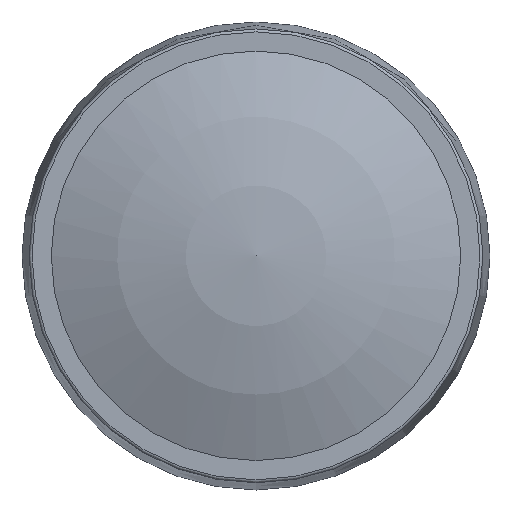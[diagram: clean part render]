
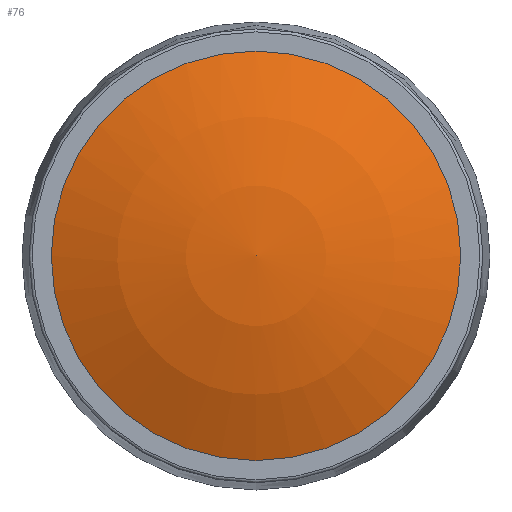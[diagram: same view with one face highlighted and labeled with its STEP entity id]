
A CAD part, top view. The second image highlights one B-rep face of the part: STEP entity #76.
In plain terms, the highlighted spherical face has radius 34.167 mm.
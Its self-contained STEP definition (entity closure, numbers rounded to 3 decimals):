
#76 = ADVANCED_FACE( '', ( #162 ), #163, .T. );
#162 = FACE_OUTER_BOUND( '', #240, .T. );
#163 = SPHERICAL_SURFACE( '', #241, 34.167 );
#240 = EDGE_LOOP( '', ( #346 ) );
#241 = AXIS2_PLACEMENT_3D( '', #347, #348, #349 );
#346 = ORIENTED_EDGE( '', *, *, #373, .T. );
#347 = CARTESIAN_POINT( '', ( 0., 0., -16.167 ) );
#348 = DIRECTION( '', ( 0., 0., 1. ) );
#349 = DIRECTION( '', ( 0., 1., 0. ) );
#373 = EDGE_CURVE( '', #421, #421, #422, .T. );
#421 = VERTEX_POINT( '', #473 );
#422 = CIRCLE( '', #474, 14. );
#473 = CARTESIAN_POINT( '', ( 0., -14., 15. ) );
#474 = AXIS2_PLACEMENT_3D( '', #528, #529, #530 );
#528 = CARTESIAN_POINT( '', ( 0., 0., 15. ) );
#529 = DIRECTION( '', ( 0., 0., 1. ) );
#530 = DIRECTION( '', ( 0., -1., 0. ) );
